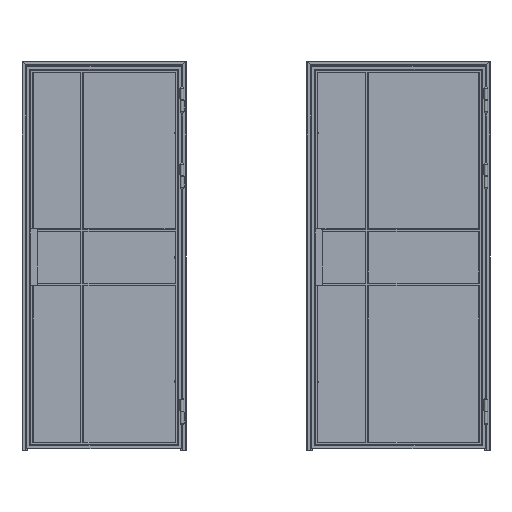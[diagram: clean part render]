
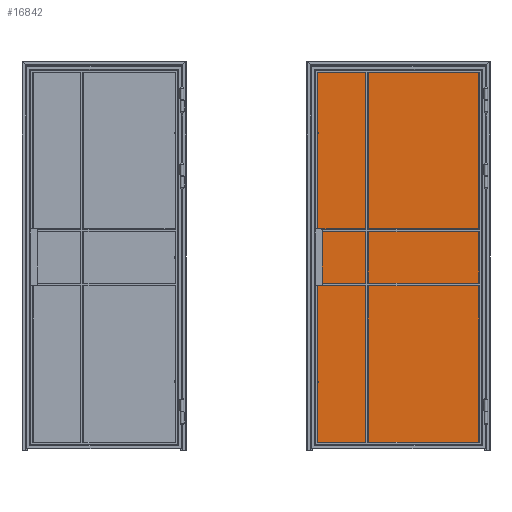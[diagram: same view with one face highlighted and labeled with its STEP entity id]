
A CAD part, front view. The second image highlights one B-rep face of the part: STEP entity #16842.
In plain terms, the highlighted planar face has unit normal (0, -1, 0).
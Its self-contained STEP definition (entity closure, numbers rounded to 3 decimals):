
#8494=FACE_OUTER_BOUND('',#52124,.T.);
#16842=ADVANCED_FACE('',(#8494),#22132,.T.);
#22132=PLANE('',#115795);
#29083=LINE('',#182219,#39123);
#29087=LINE('',#182228,#39127);
#29090=LINE('',#182234,#39130);
#29093=LINE('',#182240,#39133);
#39123=VECTOR('',#135300,1.);
#39127=VECTOR('',#135306,1.);
#39130=VECTOR('',#135311,1.);
#39133=VECTOR('',#135316,1.);
#52124=EDGE_LOOP('',(#70979,#70980,#70981,#70982));
#70979=ORIENTED_EDGE('',*,*,#102139,.F.);
#70980=ORIENTED_EDGE('',*,*,#102149,.F.);
#70981=ORIENTED_EDGE('',*,*,#102146,.F.);
#70982=ORIENTED_EDGE('',*,*,#102143,.F.);
#90101=VERTEX_POINT('',#182220);
#90102=VERTEX_POINT('',#182221);
#90105=VERTEX_POINT('',#182229);
#90107=VERTEX_POINT('',#182235);
#102139=EDGE_CURVE('',#90101,#90102,#29083,.T.);
#102143=EDGE_CURVE('',#90102,#90105,#29087,.T.);
#102146=EDGE_CURVE('',#90105,#90107,#29090,.T.);
#102149=EDGE_CURVE('',#90107,#90101,#29093,.T.);
#115795=AXIS2_PLACEMENT_3D('',#182244,#135322,#135323);
#135300=DIRECTION('',(0.,0.,1.));
#135306=DIRECTION('',(1.,0.,0.));
#135311=DIRECTION('',(0.,0.,-1.));
#135316=DIRECTION('',(-1.,0.,0.));
#135322=DIRECTION('',(0.,-1.,0.));
#135323=DIRECTION('',(-1.,0.,0.));
#182219=CARTESIAN_POINT('',(1112.,-23.19,21.));
#182220=CARTESIAN_POINT('',(1112.,-23.19,21.));
#182221=CARTESIAN_POINT('',(1112.,-23.19,1996.));
#182228=CARTESIAN_POINT('',(1112.,-23.19,1996.));
#182229=CARTESIAN_POINT('',(1988.,-23.19,1996.));
#182234=CARTESIAN_POINT('',(1988.,-23.19,1996.));
#182235=CARTESIAN_POINT('',(1988.,-23.19,21.));
#182240=CARTESIAN_POINT('',(1888.,-23.19,21.));
#182244=CARTESIAN_POINT('',(1500.,-23.19,1008.5));
